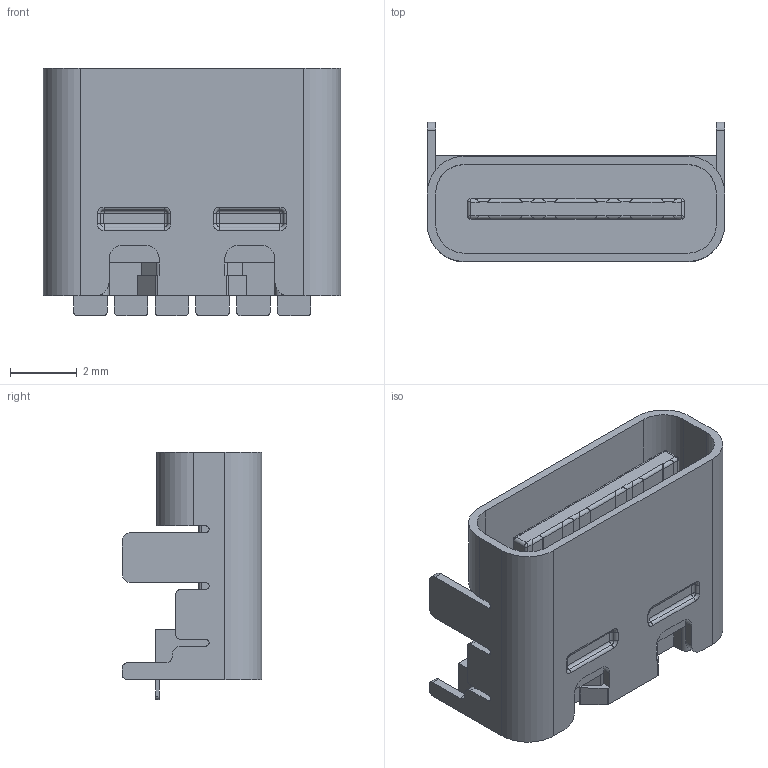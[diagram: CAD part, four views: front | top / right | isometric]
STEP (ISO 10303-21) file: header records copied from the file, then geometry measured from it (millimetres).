
FILE_DESCRIPTION(/* description */ (''),/* implementation_level */ '2;1');
FILE_NAME(/* name */ 'C-Type Female - 6-Pin SMD.step',/* time_stamp */ '2025-11-16T05:49:03+05:30',/* author */ (''),/* organization */ (''),/* preprocessor_version */ 'ST-DEVELOPER v20.1',/* originating_system */ 'Autodesk Translation Framework v14.21.0.0',/* authorisation */ '');
FILE_SCHEMA (('AUTOMOTIVE_DESIGN { 1 0 10303 214 3 1 1 }'));
Length unit declared in the file: millimetre
Products named in the file (1): C-Type Female - 6-Pin SMD
Bounding box: 8.9 x 4.18 x 7.4 mm (x, y, z)
Volume: 81 mm3; surface area: 395.1 mm2
Topology: 2 solids, 2 shells, 296 faces, 798 edges, 504 vertices
Faces by surface type: plane 140, cylinder 136, bspline 12, torus 8
Entity records: 9654 total; most frequent: CARTESIAN_POINT 2042, ORIENTED_EDGE 1588, DIRECTION 1572, EDGE_CURVE 794, LINE 546, VECTOR 546, AXIS2_PLACEMENT_3D 513, VERTEX_POINT 504
